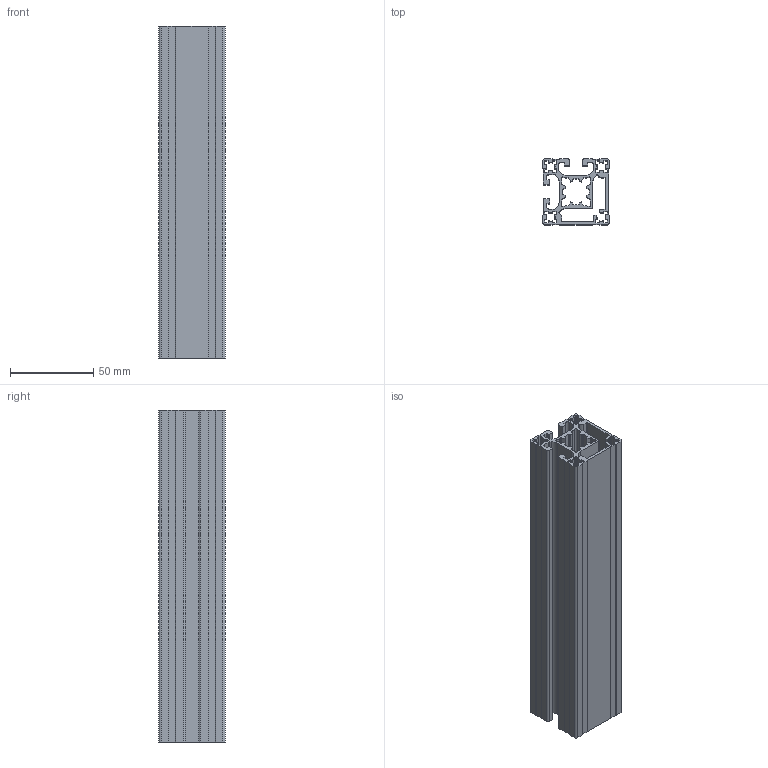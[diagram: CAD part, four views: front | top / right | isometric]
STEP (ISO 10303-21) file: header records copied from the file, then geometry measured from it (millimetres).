
FILE_DESCRIPTION (( 'STEP AP203' ), '1' );
FILE_NAME ('PERFIL 40X40 CANTO.STEP', '2015-12-14T18:54:45', ( '' ), ( '' ), 'SwSTEP 2.0', 'SolidWorks 2014', '' );
FILE_SCHEMA (( 'CONFIG_CONTROL_DESIGN' ));
Length unit declared in the file: millimetre
Products named in the file (1): PERFIL 40X40 CANTO
Bounding box: 40 x 40 x 200 mm (x, y, z)
Volume: 104493.6 mm3; surface area: 116751.3 mm2
Topology: 1 solids, 1 shells, 359 faces, 1071 edges, 714 vertices
Faces by surface type: cylinder 197, plane 162
Entity records: 12296 total; most frequent: DIRECTION 2185, CARTESIAN_POINT 2145, ORIENTED_EDGE 2142, EDGE_CURVE 1071, AXIS2_PLACEMENT_3D 754, VERTEX_POINT 714, LINE 677, VECTOR 677
